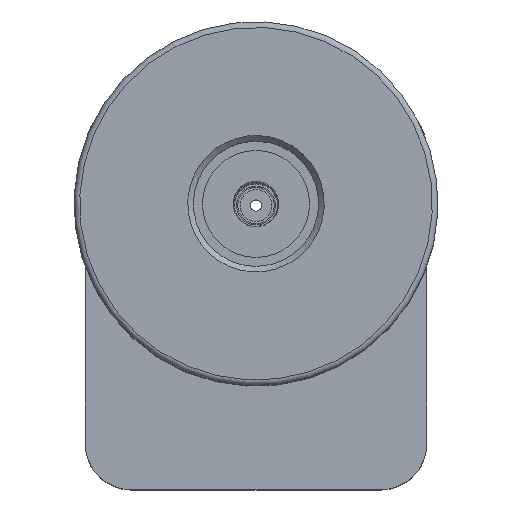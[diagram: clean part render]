
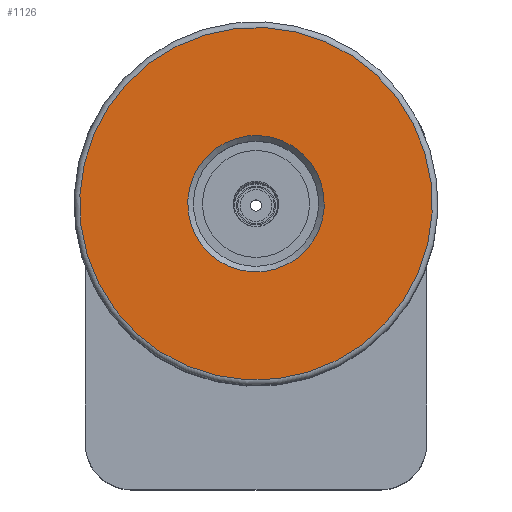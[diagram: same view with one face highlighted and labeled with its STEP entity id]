
A CAD part, top view. The second image highlights one B-rep face of the part: STEP entity #1126.
In plain terms, the highlighted planar face has unit normal (0, 0, 1).
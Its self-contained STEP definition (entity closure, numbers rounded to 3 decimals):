
#188=PLANE('',#1278);
#229=FACE_BOUND('',#405,.T.);
#298=FACE_OUTER_BOUND('',#404,.T.);
#404=EDGE_LOOP('',(#876));
#405=EDGE_LOOP('',(#877));
#542=CIRCLE('',#1277,7.75);
#543=CIRCLE('',#1279,3.);
#626=VERTEX_POINT('',#1873);
#627=VERTEX_POINT('',#1876);
#729=EDGE_CURVE('',#626,#626,#542,.T.);
#730=EDGE_CURVE('',#627,#627,#543,.T.);
#876=ORIENTED_EDGE('',*,*,#729,.F.);
#877=ORIENTED_EDGE('',*,*,#730,.F.);
#1126=ADVANCED_FACE('',(#298,#229),#188,.T.);
#1277=AXIS2_PLACEMENT_3D('',#1874,#1501,#1502);
#1278=AXIS2_PLACEMENT_3D('',#1875,#1503,#1504);
#1279=AXIS2_PLACEMENT_3D('',#1877,#1505,#1506);
#1501=DIRECTION('center_axis',(0.,0.,-1.));
#1502=DIRECTION('ref_axis',(-1.,0.,0.));
#1503=DIRECTION('center_axis',(0.,0.,1.));
#1504=DIRECTION('ref_axis',(1.,0.,0.));
#1505=DIRECTION('center_axis',(0.,0.,1.));
#1506=DIRECTION('ref_axis',(-1.,0.,0.));
#1873=CARTESIAN_POINT('',(3.709,3.232,13.8));
#1874=CARTESIAN_POINT('Origin',(-4.041,3.232,13.8));
#1875=CARTESIAN_POINT('Origin',(-4.041,3.232,13.8));
#1876=CARTESIAN_POINT('',(-1.041,3.232,13.8));
#1877=CARTESIAN_POINT('Origin',(-4.041,3.232,13.8));
